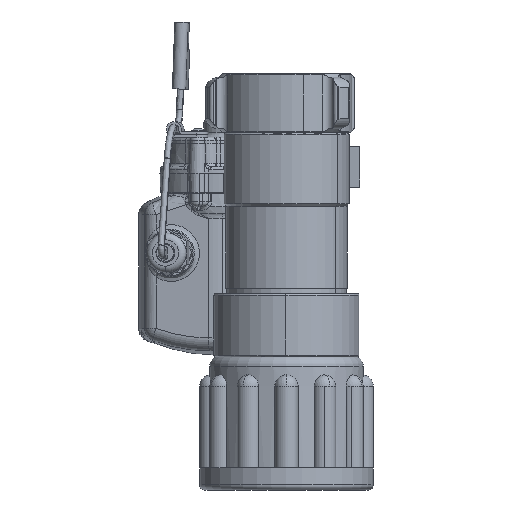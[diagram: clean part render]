
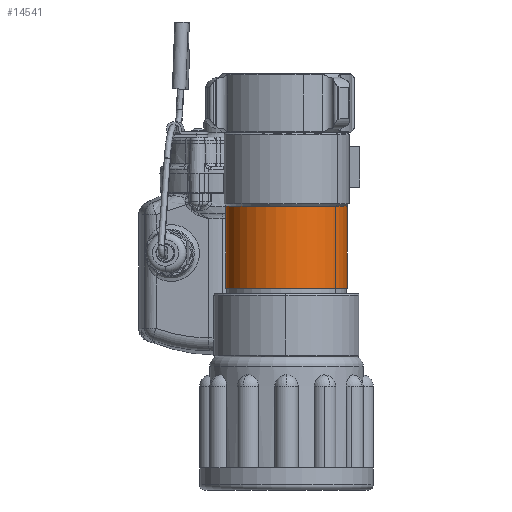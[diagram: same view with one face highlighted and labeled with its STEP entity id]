
A CAD part, front view. The second image highlights one B-rep face of the part: STEP entity #14541.
In plain terms, the highlighted cylindrical face has radius 28.892 mm (diameter 57.785 mm), a partial arc.
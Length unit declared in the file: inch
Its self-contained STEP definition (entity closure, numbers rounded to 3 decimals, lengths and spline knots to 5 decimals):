
#41 = AXIS2_PLACEMENT_3D ( 'NONE', #17148, #17149, #17150 ) ;
#14541 = ADVANCED_FACE ( 'NONE', ( #40447 ), #40451, .T. ) ;
#17148 = CARTESIAN_POINT ( 'NONE',  ( 0., 0., 0. ) ) ;
#17149 = DIRECTION ( 'NONE',  ( 0., 0., 1. ) ) ;
#17150 = DIRECTION ( 'NONE',  ( 1., 0., 0. ) ) ;
#33860 = VERTEX_POINT ( 'NONE', #59995 ) ;
#33862 = VERTEX_POINT ( 'NONE', #59997 ) ;
#33863 = VERTEX_POINT ( 'NONE', #59998 ) ;
#33865 = VERTEX_POINT ( 'NONE', #60000 ) ;
#34858 = EDGE_LOOP ( 'NONE', ( #35830, #35831, #35832, #35833 ) ) ;
#35830 = ORIENTED_EDGE ( 'NONE', *, *, #36196, .T. ) ;
#35831 = ORIENTED_EDGE ( 'NONE', *, *, #36194, .T. ) ;
#35832 = ORIENTED_EDGE ( 'NONE', *, *, #36201, .F. ) ;
#35833 = ORIENTED_EDGE ( 'NONE', *, *, #36198, .T. ) ;
#36194 = EDGE_CURVE ( 'NONE', #33860, #33862, #61936, .T. ) ;
#36196 = EDGE_CURVE ( 'NONE', #33863, #33860, #60745, .T. ) ;
#36198 = EDGE_CURVE ( 'NONE', #33865, #33863, #61938, .T. ) ;
#36201 = EDGE_CURVE ( 'NONE', #33865, #33862, #60735, .T. ) ;
#40447 = FACE_OUTER_BOUND ( 'NONE', #34858, .T. ) ;
#40451 = CYLINDRICAL_SURFACE ( 'NONE', #41, 1.1375 ) ;
#59995 = CARTESIAN_POINT ( 'NONE',  ( 1.13747, 0.0075, 1.535 ) ) ;
#59997 = CARTESIAN_POINT ( 'NONE',  ( 1.13747, 0.0075, 0. ) ) ;
#59998 = CARTESIAN_POINT ( 'NONE',  ( 1.13747, -0.0075, 1.535 ) ) ;
#60000 = CARTESIAN_POINT ( 'NONE',  ( 1.13747, -0.0075, 0. ) ) ;
#60735 = CIRCLE ( 'NONE', #60752, 1.1375 ) ;
#60744 = VECTOR ( 'NONE', #61663, 39.37008 ) ;
#60745 = CIRCLE ( 'NONE', #60747, 1.1375 ) ;
#60747 = AXIS2_PLACEMENT_3D ( 'NONE', #61666, #61667, #61668 ) ;
#60749 = VECTOR ( 'NONE', #61673, 39.37008 ) ;
#60752 = AXIS2_PLACEMENT_3D ( 'NONE', #61678, #61679, #61680 ) ;
#61662 = CARTESIAN_POINT ( 'NONE',  ( 1.13747, 0.0075, 0.7675 ) ) ;
#61663 = DIRECTION ( 'NONE',  ( 0., 0., -1. ) ) ;
#61666 = CARTESIAN_POINT ( 'NONE',  ( 0., 0., 1.535 ) ) ;
#61667 = DIRECTION ( 'NONE',  ( 0., 0., -1. ) ) ;
#61668 = DIRECTION ( 'NONE',  ( 1., 0., 0. ) ) ;
#61672 = CARTESIAN_POINT ( 'NONE',  ( 1.13747, -0.0075, 0.7675 ) ) ;
#61673 = DIRECTION ( 'NONE',  ( 0., 0., 1. ) ) ;
#61678 = CARTESIAN_POINT ( 'NONE',  ( 0., 0., 0. ) ) ;
#61679 = DIRECTION ( 'NONE',  ( 0., 0., -1. ) ) ;
#61680 = DIRECTION ( 'NONE',  ( 1., 0., 0. ) ) ;
#61936 = LINE ( 'NONE', #61662, #60744 ) ;
#61938 = LINE ( 'NONE', #61672, #60749 ) ;
